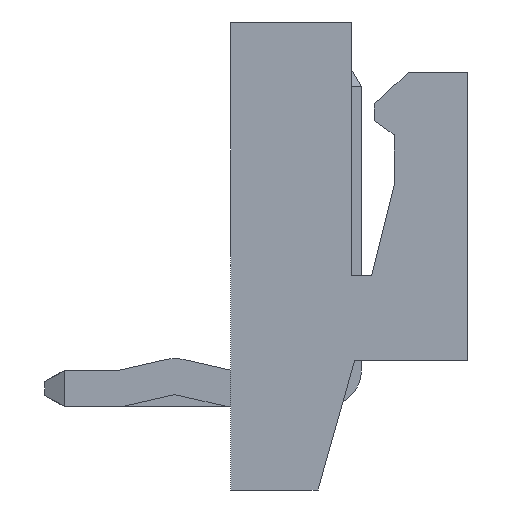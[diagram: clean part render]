
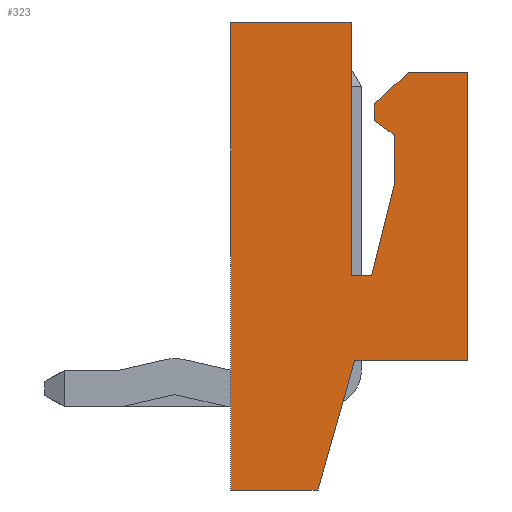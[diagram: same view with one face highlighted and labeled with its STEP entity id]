
A CAD part, left-side view. The second image highlights one B-rep face of the part: STEP entity #323.
In plain terms, the highlighted planar face has unit normal (-1, 0, 0).
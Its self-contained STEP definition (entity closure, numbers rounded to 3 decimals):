
#323 = ADVANCED_FACE( '', ( #732 ), #733, .T. );
#732 = FACE_OUTER_BOUND( '', #1250, .T. );
#733 = PLANE( '', #1251 );
#1250 = EDGE_LOOP( '', ( #1955, #1956, #1957, #1958, #1959, #1960, #1961, #1962, #1963, #1964, #1965, #1966, #1967, #1968 ) );
#1251 = AXIS2_PLACEMENT_3D( '', #1969, #1970, #1971 );
#1955 = ORIENTED_EDGE( '', *, *, #3404, .F. );
#1956 = ORIENTED_EDGE( '', *, *, #3405, .T. );
#1957 = ORIENTED_EDGE( '', *, *, #3406, .T. );
#1958 = ORIENTED_EDGE( '', *, *, #3407, .T. );
#1959 = ORIENTED_EDGE( '', *, *, #3408, .T. );
#1960 = ORIENTED_EDGE( '', *, *, #3308, .F. );
#1961 = ORIENTED_EDGE( '', *, *, #3409, .T. );
#1962 = ORIENTED_EDGE( '', *, *, #3410, .F. );
#1963 = ORIENTED_EDGE( '', *, *, #3411, .F. );
#1964 = ORIENTED_EDGE( '', *, *, #3412, .F. );
#1965 = ORIENTED_EDGE( '', *, *, #3413, .F. );
#1966 = ORIENTED_EDGE( '', *, *, #3414, .F. );
#1967 = ORIENTED_EDGE( '', *, *, #3415, .F. );
#1968 = ORIENTED_EDGE( '', *, *, #3388, .F. );
#1969 = CARTESIAN_POINT( '', ( -6.25, -1.9, -3. ) );
#1970 = DIRECTION( '', ( -1., 0., 0. ) );
#1971 = DIRECTION( '', ( 0., 0., 1. ) );
#3308 = EDGE_CURVE( '', #3990, #3992, #3993, .T. );
#3388 = EDGE_CURVE( '', #4135, #4137, #4138, .T. );
#3404 = EDGE_CURVE( '', #4166, #4135, #4167, .T. );
#3405 = EDGE_CURVE( '', #4166, #4168, #4169, .T. );
#3406 = EDGE_CURVE( '', #4168, #4170, #4171, .T. );
#3407 = EDGE_CURVE( '', #4170, #4172, #4173, .T. );
#3408 = EDGE_CURVE( '', #4172, #3992, #4174, .T. );
#3409 = EDGE_CURVE( '', #3990, #4175, #4176, .T. );
#3410 = EDGE_CURVE( '', #4177, #4175, #4178, .T. );
#3411 = EDGE_CURVE( '', #4179, #4177, #4180, .T. );
#3412 = EDGE_CURVE( '', #4181, #4179, #4182, .T. );
#3413 = EDGE_CURVE( '', #4183, #4181, #4184, .T. );
#3414 = EDGE_CURVE( '', #4185, #4183, #4186, .T. );
#3415 = EDGE_CURVE( '', #4137, #4185, #4187, .T. );
#3990 = VERTEX_POINT( '', #4966 );
#3992 = VERTEX_POINT( '', #4969 );
#3993 = LINE( '', #4970, #4971 );
#4135 = VERTEX_POINT( '', #5180 );
#4137 = VERTEX_POINT( '', #5183 );
#4138 = LINE( '', #5184, #5185 );
#4166 = VERTEX_POINT( '', #5227 );
#4167 = LINE( '', #5228, #5229 );
#4168 = VERTEX_POINT( '', #5230 );
#4169 = LINE( '', #5231, #5232 );
#4170 = VERTEX_POINT( '', #5233 );
#4171 = LINE( '', #5234, #5235 );
#4172 = VERTEX_POINT( '', #5236 );
#4173 = LINE( '', #5237, #5238 );
#4174 = LINE( '', #5239, #5240 );
#4175 = VERTEX_POINT( '', #5241 );
#4176 = LINE( '', #5242, #5243 );
#4177 = VERTEX_POINT( '', #5244 );
#4178 = LINE( '', #5245, #5246 );
#4179 = VERTEX_POINT( '', #5247 );
#4180 = LINE( '', #5248, #5249 );
#4181 = VERTEX_POINT( '', #5250 );
#4182 = LINE( '', #5251, #5252 );
#4183 = VERTEX_POINT( '', #5253 );
#4184 = LINE( '', #5254, #5255 );
#4185 = VERTEX_POINT( '', #5256 );
#4186 = LINE( '', #5257, #5258 );
#4187 = LINE( '', #5259, #5260 );
#4966 = CARTESIAN_POINT( '', ( -6.25, -1.9, -3. ) );
#4969 = CARTESIAN_POINT( '', ( -6.25, 0.1, -3. ) );
#4970 = CARTESIAN_POINT( '', ( -6.25, -1.9, -3. ) );
#4971 = VECTOR( '', #6117, 1000. );
#5180 = CARTESIAN_POINT( '', ( -6.25, 0.15, -1.5 ) );
#5183 = CARTESIAN_POINT( '', ( -6.25, -0.2, -1.5 ) );
#5184 = CARTESIAN_POINT( '', ( -6.25, 0.15, -1.5 ) );
#5185 = VECTOR( '', #6192, 1000. );
#5227 = CARTESIAN_POINT( '', ( -6.25, 0.15, 3. ) );
#5228 = CARTESIAN_POINT( '', ( -6.25, 0.15, -1.5 ) );
#5229 = VECTOR( '', #6207, 1000. );
#5230 = CARTESIAN_POINT( '', ( -6.25, 2.3, 3. ) );
#5231 = CARTESIAN_POINT( '', ( -6.25, -1.9, 3. ) );
#5232 = VECTOR( '', #6208, 1000. );
#5233 = CARTESIAN_POINT( '', ( -6.25, 2.3, -5.3 ) );
#5234 = CARTESIAN_POINT( '', ( -6.25, 2.3, 3. ) );
#5235 = VECTOR( '', #6209, 1000. );
#5236 = CARTESIAN_POINT( '', ( -6.25, 0.75, -5.3 ) );
#5237 = CARTESIAN_POINT( '', ( -6.25, 2.3, -5.3 ) );
#5238 = VECTOR( '', #6210, 1000. );
#5239 = CARTESIAN_POINT( '', ( -6.25, 0.75, -5.3 ) );
#5240 = VECTOR( '', #6211, 1000. );
#5241 = CARTESIAN_POINT( '', ( -6.25, -1.9, 2.1 ) );
#5242 = CARTESIAN_POINT( '', ( -6.25, -1.9, -3. ) );
#5243 = VECTOR( '', #6212, 1000. );
#5244 = CARTESIAN_POINT( '', ( -6.25, -0.85, 2.1 ) );
#5245 = CARTESIAN_POINT( '', ( -6.25, -0.85, 2.1 ) );
#5246 = VECTOR( '', #6213, 1000. );
#5247 = CARTESIAN_POINT( '', ( -6.25, -0.25, 1.55 ) );
#5248 = CARTESIAN_POINT( '', ( -6.25, -0.25, 1.55 ) );
#5249 = VECTOR( '', #6214, 1000. );
#5250 = CARTESIAN_POINT( '', ( -6.25, -0.25, 1.25 ) );
#5251 = CARTESIAN_POINT( '', ( -6.25, -0.25, 1.55 ) );
#5252 = VECTOR( '', #6215, 1000. );
#5253 = CARTESIAN_POINT( '', ( -6.25, -0.6, 1. ) );
#5254 = CARTESIAN_POINT( '', ( -6.25, -0.25, 1.25 ) );
#5255 = VECTOR( '', #6216, 1000. );
#5256 = CARTESIAN_POINT( '', ( -6.25, -0.6, 0.1 ) );
#5257 = CARTESIAN_POINT( '', ( -6.25, -0.6, 1. ) );
#5258 = VECTOR( '', #6217, 1000. );
#5259 = CARTESIAN_POINT( '', ( -6.25, -0.2, -1.5 ) );
#5260 = VECTOR( '', #6218, 1000. );
#6117 = DIRECTION( '', ( 0., 1., 0. ) );
#6192 = DIRECTION( '', ( 0., -1., 0. ) );
#6207 = DIRECTION( '', ( 0., 0., -1. ) );
#6208 = DIRECTION( '', ( 0., 1., 0. ) );
#6209 = DIRECTION( '', ( 0., 0., -1. ) );
#6210 = DIRECTION( '', ( 0., -1., 0. ) );
#6211 = DIRECTION( '', ( 0., -0.272, 0.962 ) );
#6212 = DIRECTION( '', ( 0., 0., 1. ) );
#6213 = DIRECTION( '', ( 0., -1., 0. ) );
#6214 = DIRECTION( '', ( 0., -0.737, 0.676 ) );
#6215 = DIRECTION( '', ( 0., 0., 1. ) );
#6216 = DIRECTION( '', ( 0., 0.814, 0.581 ) );
#6217 = DIRECTION( '', ( 0., 0., 1. ) );
#6218 = DIRECTION( '', ( 0., -0.243, 0.97 ) );
